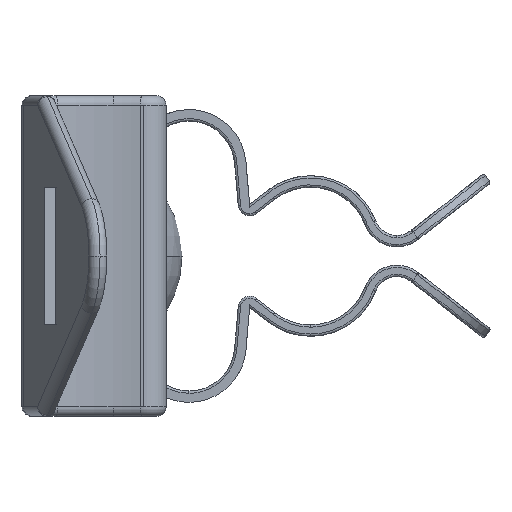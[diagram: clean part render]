
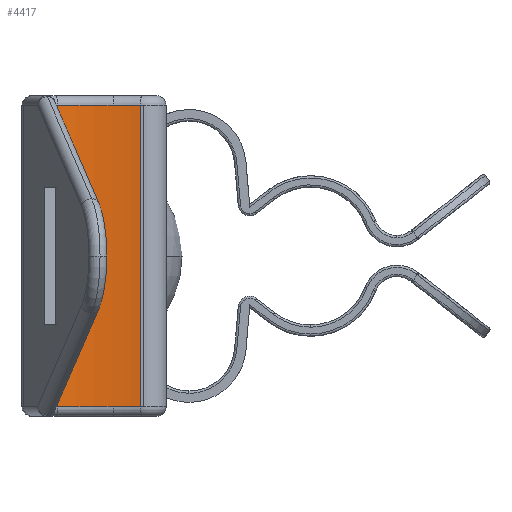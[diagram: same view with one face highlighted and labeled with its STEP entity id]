
A CAD part, left-side view. The second image highlights one B-rep face of the part: STEP entity #4417.
In plain terms, the highlighted cylindrical face has radius 10 mm (diameter 20 mm), a partial arc.
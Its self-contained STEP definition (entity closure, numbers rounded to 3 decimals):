
#151 = CARTESIAN_POINT ( 'NONE',  ( -27.43, 2.31, 0.4 ) ) ;
#416 = ORIENTED_EDGE ( 'NONE', *, *, #3232, .T. ) ;
#492 = CYLINDRICAL_SURFACE ( 'NONE', #3416, 10. ) ;
#1015 = VECTOR ( 'NONE', #4332, 1000. ) ;
#1718 = CARTESIAN_POINT ( 'NONE',  ( -17.501, 1.119, 14. ) ) ;
#1981 = CARTESIAN_POINT ( 'NONE',  ( -27.43, 2.31, 13.6 ) ) ;
#2697 = EDGE_CURVE ( 'NONE', #9954, #3452, #9377, .T. ) ;
#3183 = CARTESIAN_POINT ( 'NONE',  ( -17.501, 1.119, 13.6 ) ) ;
#3232 = EDGE_CURVE ( 'NONE', #10164, #9954, #4536, .T. ) ;
#3346 = LINE ( 'NONE', #1718, #1015 ) ;
#3416 = AXIS2_PLACEMENT_3D ( 'NONE', #7231, #9719, #4582 ) ;
#3452 = VERTEX_POINT ( 'NONE', #8114 ) ;
#3484 = DIRECTION ( 'NONE',  ( 0., 0., -1. ) ) ;
#3788 = CIRCLE ( 'NONE', #6905, 10. ) ;
#3866 = DIRECTION ( 'NONE',  ( 0., 0., -1. ) ) ;
#4095 = LINE ( 'NONE', #5829, #6016 ) ;
#4231 = ORIENTED_EDGE ( 'NONE', *, *, #2697, .T. ) ;
#4332 = DIRECTION ( 'NONE',  ( 0., 0., 1. ) ) ;
#4417 = ADVANCED_FACE ( 'NONE', ( #8900 ), #492, .F. ) ;
#4501 = CARTESIAN_POINT ( 'NONE',  ( -17.43, 2.31, 0.4 ) ) ;
#4536 = CIRCLE ( 'NONE', #8175, 10. ) ;
#4567 = EDGE_CURVE ( 'NONE', #3452, #6758, #4095, .T. ) ;
#4571 = VERTEX_POINT ( 'NONE', #9770 ) ;
#4582 = DIRECTION ( 'NONE',  ( -1., 0., 0. ) ) ;
#5482 = DIRECTION ( 'NONE',  ( 1., 0., 0. ) ) ;
#5825 = EDGE_CURVE ( 'NONE', #7591, #4571, #3788, .T. ) ;
#5829 = CARTESIAN_POINT ( 'NONE',  ( -17.73, 4.743, 14. ) ) ;
#6016 = VECTOR ( 'NONE', #8208, 1000. ) ;
#6165 = DIRECTION ( 'NONE',  ( 0., 0., 1. ) ) ;
#6472 = CARTESIAN_POINT ( 'NONE',  ( -17.43, 2.31, 13.6 ) ) ;
#6561 = EDGE_LOOP ( 'NONE', ( #7662, #6611, #10027, #9597, #416, #4231 ) ) ;
#6611 = ORIENTED_EDGE ( 'NONE', *, *, #7654, .T. ) ;
#6758 = VERTEX_POINT ( 'NONE', #8639 ) ;
#6794 = DIRECTION ( 'NONE',  ( 1., 0., 0. ) ) ;
#6905 = AXIS2_PLACEMENT_3D ( 'NONE', #7930, #3866, #5482 ) ;
#7231 = CARTESIAN_POINT ( 'NONE',  ( -27.43, 2.31, 14. ) ) ;
#7422 = DIRECTION ( 'NONE',  ( 1., 0., 0. ) ) ;
#7494 = AXIS2_PLACEMENT_3D ( 'NONE', #8512, #10023, #7422 ) ;
#7591 = VERTEX_POINT ( 'NONE', #4501 ) ;
#7654 = EDGE_CURVE ( 'NONE', #6758, #7591, #7762, .T. ) ;
#7662 = ORIENTED_EDGE ( 'NONE', *, *, #4567, .T. ) ;
#7762 = CIRCLE ( 'NONE', #10519, 10. ) ;
#7853 = DIRECTION ( 'NONE',  ( 1., 0., 0. ) ) ;
#7930 = CARTESIAN_POINT ( 'NONE',  ( -27.43, 2.31, 0.4 ) ) ;
#8114 = CARTESIAN_POINT ( 'NONE',  ( -17.73, 4.743, 13.6 ) ) ;
#8175 = AXIS2_PLACEMENT_3D ( 'NONE', #1981, #6165, #7853 ) ;
#8208 = DIRECTION ( 'NONE',  ( 0., 0., -1. ) ) ;
#8512 = CARTESIAN_POINT ( 'NONE',  ( -27.43, 2.31, 13.6 ) ) ;
#8639 = CARTESIAN_POINT ( 'NONE',  ( -17.73, 4.743, 0.4 ) ) ;
#8900 = FACE_OUTER_BOUND ( 'NONE', #6561, .T. ) ;
#9377 = CIRCLE ( 'NONE', #7494, 10. ) ;
#9597 = ORIENTED_EDGE ( 'NONE', *, *, #10579, .T. ) ;
#9719 = DIRECTION ( 'NONE',  ( 0., 0., -1. ) ) ;
#9770 = CARTESIAN_POINT ( 'NONE',  ( -17.501, 1.119, 0.4 ) ) ;
#9954 = VERTEX_POINT ( 'NONE', #6472 ) ;
#10023 = DIRECTION ( 'NONE',  ( 0., 0., 1. ) ) ;
#10027 = ORIENTED_EDGE ( 'NONE', *, *, #5825, .T. ) ;
#10164 = VERTEX_POINT ( 'NONE', #3183 ) ;
#10519 = AXIS2_PLACEMENT_3D ( 'NONE', #151, #3484, #6794 ) ;
#10579 = EDGE_CURVE ( 'NONE', #4571, #10164, #3346, .T. ) ;
